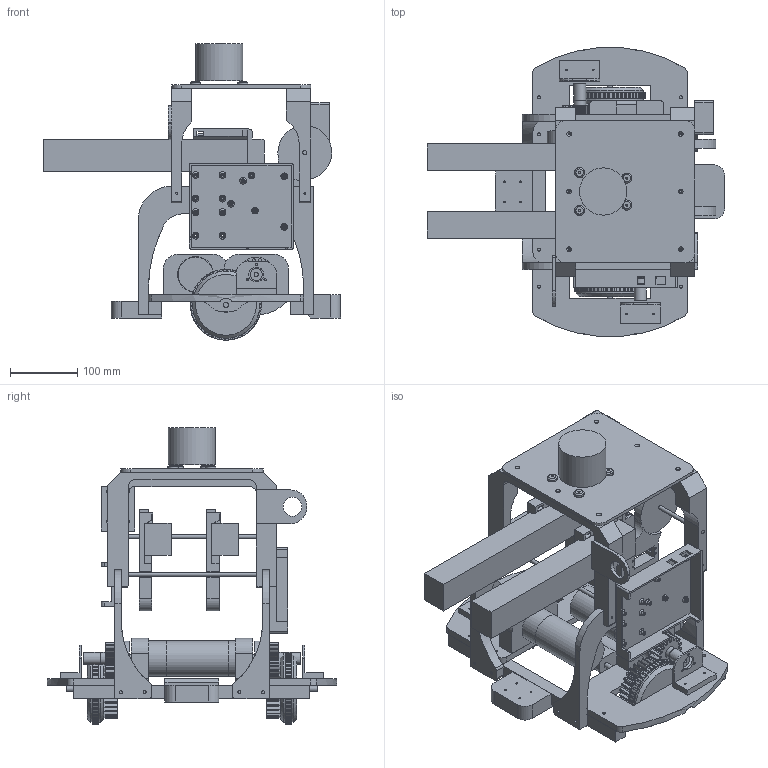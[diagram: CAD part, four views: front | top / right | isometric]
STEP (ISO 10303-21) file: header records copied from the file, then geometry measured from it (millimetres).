
FILE_DESCRIPTION(/* description */ (''),/* implementation_level */ '2;1');
FILE_NAME(/* name */ '33a7a4b8-b7e4-4591-b801-932a00dcf770.stp',/* time_stamp */ '2020-05-26T06:46:23+00:00',/* author */ (''),/* organization */ (''),/* preprocessor_version */ 'ST-DEVELOPER v18.1',/* originating_system */ 'Autodesk Translation Framework v9.3.0.1241',/* authorisation */ '');
FILE_SCHEMA (('AUTOMOTIVE_DESIGN { 1 0 10303 214 3 1 1 }'));
Products named in the file (2): LidarNerf01; Drive1
Assembly tree (2 placements, depth 2):
  LidarNerf01
    Drive1  x2
Bounding box: 440.64 x 429.31 x 439.41 mm (x, y, z)
Volume: 6275059.8 mm3; surface area: 1203852.2 mm2
Topology: 43 solids, 43 shells, 2214 faces, 6226 edges, 4130 vertices
Faces by surface type: cylinder 1014, plane 950, bspline 190, cone 60
Full cylindrical faces by diameter (mm): 2.415 x1, 2.8 x69, 3 x4, 3.2 x6, 4.5 x34, 6 x26, 6.1 x4, 7 x4, 8 x5, 8.2 x1, 12 x2, 12.3 x2, 15 x6, 18 x4, 22 x2, 22.1 x8, 28 x1, 32 x4, 51.873 x2, 52 x4, 53 x2, 70 x1, 94 x4, 100 x4
Entity records: 50314 total; most frequent: CARTESIAN_POINT 13625, ORIENTED_EDGE 7718, DIRECTION 7529, EDGE_CURVE 3859, AXIS2_PLACEMENT_3D 2597, VERTEX_POINT 2555, LINE 2335, VECTOR 2335
